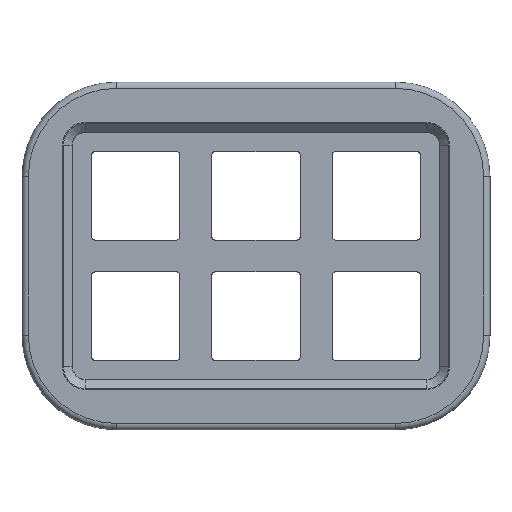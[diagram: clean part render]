
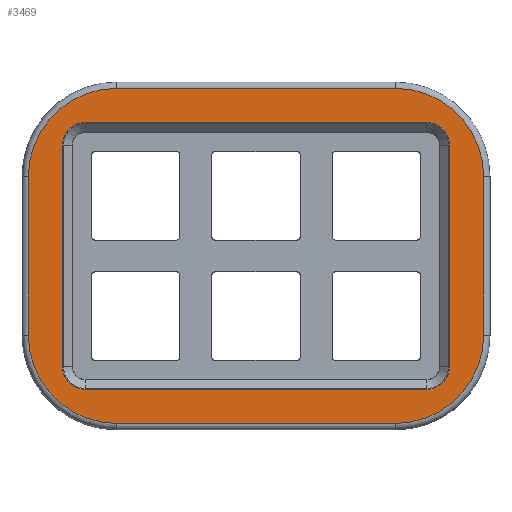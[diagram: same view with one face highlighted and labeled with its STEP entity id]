
A CAD part, top view. The second image highlights one B-rep face of the part: STEP entity #3469.
In plain terms, the highlighted planar face has unit normal (0, 0, 1).
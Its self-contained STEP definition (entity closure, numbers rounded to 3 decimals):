
#23=FACE_BOUND('',#467,.T.);
#126=PLANE('',#3763);
#272=FACE_OUTER_BOUND('',#466,.T.);
#466=EDGE_LOOP('',(#2795,#2796,#2797,#2798,#2799,#2800,#2801,#2802));
#467=EDGE_LOOP('',(#2803,#2804,#2805,#2806,#2807,#2808,#2809,#2810));
#790=LINE('',#5608,#1143);
#793=LINE('',#5623,#1146);
#794=LINE('',#5632,#1147);
#795=LINE('',#5640,#1148);
#797=LINE('',#5648,#1150);
#798=LINE('',#5652,#1151);
#799=LINE('',#5656,#1152);
#800=LINE('',#5660,#1153);
#1143=VECTOR('',#4514,10.);
#1146=VECTOR('',#4531,10.);
#1147=VECTOR('',#4544,10.);
#1148=VECTOR('',#4555,10.);
#1150=VECTOR('',#4565,10.);
#1151=VECTOR('',#4568,10.);
#1152=VECTOR('',#4571,10.);
#1153=VECTOR('',#4574,10.);
#1340=CIRCLE('',#3746,3.583);
#1344=CIRCLE('',#3752,3.583);
#1347=CIRCLE('',#3757,3.583);
#1349=CIRCLE('',#3761,3.583);
#1350=CIRCLE('',#3764,14.);
#1351=CIRCLE('',#3765,14.);
#1352=CIRCLE('',#3766,14.);
#1353=CIRCLE('',#3767,14.);
#1642=VERTEX_POINT('',#5605);
#1643=VERTEX_POINT('',#5607);
#1645=VERTEX_POINT('',#5613);
#1647=VERTEX_POINT('',#5619);
#1649=VERTEX_POINT('',#5625);
#1650=VERTEX_POINT('',#5630);
#1651=VERTEX_POINT('',#5634);
#1652=VERTEX_POINT('',#5638);
#1653=VERTEX_POINT('',#5646);
#1654=VERTEX_POINT('',#5647);
#1655=VERTEX_POINT('',#5649);
#1656=VERTEX_POINT('',#5651);
#1657=VERTEX_POINT('',#5653);
#1658=VERTEX_POINT('',#5655);
#1659=VERTEX_POINT('',#5657);
#1660=VERTEX_POINT('',#5659);
#2063=EDGE_CURVE('',#1642,#1643,#790,.T.);
#2068=EDGE_CURVE('',#1643,#1645,#1340,.T.);
#2071=EDGE_CURVE('',#1645,#1647,#793,.T.);
#2074=EDGE_CURVE('',#1647,#1649,#1344,.T.);
#2076=EDGE_CURVE('',#1649,#1650,#794,.T.);
#2078=EDGE_CURVE('',#1650,#1651,#1347,.T.);
#2080=EDGE_CURVE('',#1651,#1652,#795,.T.);
#2081=EDGE_CURVE('',#1652,#1642,#1349,.T.);
#2083=EDGE_CURVE('',#1653,#1654,#797,.T.);
#2084=EDGE_CURVE('',#1655,#1653,#1350,.T.);
#2085=EDGE_CURVE('',#1656,#1655,#798,.T.);
#2086=EDGE_CURVE('',#1657,#1656,#1351,.T.);
#2087=EDGE_CURVE('',#1658,#1657,#799,.T.);
#2088=EDGE_CURVE('',#1659,#1658,#1352,.T.);
#2089=EDGE_CURVE('',#1660,#1659,#800,.T.);
#2090=EDGE_CURVE('',#1654,#1660,#1353,.T.);
#2795=ORIENTED_EDGE('',*,*,#2083,.F.);
#2796=ORIENTED_EDGE('',*,*,#2084,.F.);
#2797=ORIENTED_EDGE('',*,*,#2085,.F.);
#2798=ORIENTED_EDGE('',*,*,#2086,.F.);
#2799=ORIENTED_EDGE('',*,*,#2087,.F.);
#2800=ORIENTED_EDGE('',*,*,#2088,.F.);
#2801=ORIENTED_EDGE('',*,*,#2089,.F.);
#2802=ORIENTED_EDGE('',*,*,#2090,.F.);
#2803=ORIENTED_EDGE('',*,*,#2063,.F.);
#2804=ORIENTED_EDGE('',*,*,#2081,.F.);
#2805=ORIENTED_EDGE('',*,*,#2080,.F.);
#2806=ORIENTED_EDGE('',*,*,#2078,.F.);
#2807=ORIENTED_EDGE('',*,*,#2076,.F.);
#2808=ORIENTED_EDGE('',*,*,#2074,.F.);
#2809=ORIENTED_EDGE('',*,*,#2071,.F.);
#2810=ORIENTED_EDGE('',*,*,#2068,.F.);
#3469=ADVANCED_FACE('',(#272,#23),#126,.T.);
#3746=AXIS2_PLACEMENT_3D('',#5617,#4524,#4525);
#3752=AXIS2_PLACEMENT_3D('',#5628,#4538,#4539);
#3757=AXIS2_PLACEMENT_3D('',#5636,#4549,#4550);
#3761=AXIS2_PLACEMENT_3D('',#5642,#4558,#4559);
#3763=AXIS2_PLACEMENT_3D('',#5645,#4563,#4564);
#3764=AXIS2_PLACEMENT_3D('',#5650,#4566,#4567);
#3765=AXIS2_PLACEMENT_3D('',#5654,#4569,#4570);
#3766=AXIS2_PLACEMENT_3D('',#5658,#4572,#4573);
#3767=AXIS2_PLACEMENT_3D('',#5661,#4575,#4576);
#4514=DIRECTION('',(1.,0.,0.));
#4524=DIRECTION('center_axis',(0.,0.,1.));
#4525=DIRECTION('ref_axis',(0.707,-0.707,0.));
#4531=DIRECTION('',(0.,1.,0.));
#4538=DIRECTION('center_axis',(0.,0.,1.));
#4539=DIRECTION('ref_axis',(0.707,0.707,0.));
#4544=DIRECTION('',(-1.,0.,0.));
#4549=DIRECTION('center_axis',(0.,0.,1.));
#4550=DIRECTION('ref_axis',(-0.707,0.707,0.));
#4555=DIRECTION('',(0.,-1.,0.));
#4558=DIRECTION('center_axis',(0.,0.,1.));
#4559=DIRECTION('ref_axis',(-0.707,-0.707,0.));
#4563=DIRECTION('center_axis',(0.,0.,1.));
#4564=DIRECTION('ref_axis',(1.,0.,0.));
#4565=DIRECTION('',(0.,1.,0.));
#4566=DIRECTION('center_axis',(0.,0.,-1.));
#4567=DIRECTION('ref_axis',(-0.707,-0.707,0.));
#4568=DIRECTION('',(-1.,0.,0.));
#4569=DIRECTION('center_axis',(0.,0.,-1.));
#4570=DIRECTION('ref_axis',(0.707,-0.707,0.));
#4571=DIRECTION('',(0.,-1.,0.));
#4572=DIRECTION('center_axis',(0.,0.,-1.));
#4573=DIRECTION('ref_axis',(0.707,0.707,0.));
#4574=DIRECTION('',(1.,0.,0.));
#4575=DIRECTION('center_axis',(0.,0.,-1.));
#4576=DIRECTION('ref_axis',(-0.707,0.707,0.));
#5605=CARTESIAN_POINT('',(1.5,-40.183,11.6));
#5607=CARTESIAN_POINT('',(55.65,-40.183,11.6));
#5608=CARTESIAN_POINT('',(35.292,-40.183,11.6));
#5613=CARTESIAN_POINT('',(59.233,-36.6,11.6));
#5617=CARTESIAN_POINT('Origin',(55.65,-36.6,11.6));
#5619=CARTESIAN_POINT('',(59.233,-1.5,11.6));
#5623=CARTESIAN_POINT('',(59.233,-14.696,11.6));
#5625=CARTESIAN_POINT('',(55.65,2.083,11.6));
#5628=CARTESIAN_POINT('Origin',(55.65,-1.5,11.6));
#5630=CARTESIAN_POINT('',(1.5,2.083,11.6));
#5632=CARTESIAN_POINT('',(21.889,2.083,11.6));
#5634=CARTESIAN_POINT('',(-2.083,-1.5,11.6));
#5636=CARTESIAN_POINT('Origin',(1.5,-1.5,11.6));
#5638=CARTESIAN_POINT('',(-2.083,-36.6,11.6));
#5640=CARTESIAN_POINT('',(-2.083,-23.412,11.6));
#5642=CARTESIAN_POINT('Origin',(1.5,-36.6,11.6));
#5645=CARTESIAN_POINT('Origin',(28.575,-19.05,11.6));
#5646=CARTESIAN_POINT('',(-7.5,-31.6,11.6));
#5647=CARTESIAN_POINT('',(-7.5,-6.5,11.6));
#5648=CARTESIAN_POINT('',(-7.5,-9.525,11.6));
#5649=CARTESIAN_POINT('',(6.5,-45.6,11.6));
#5650=CARTESIAN_POINT('Origin',(6.5,-31.6,11.6));
#5651=CARTESIAN_POINT('',(50.65,-45.6,11.6));
#5652=CARTESIAN_POINT('',(14.288,-45.6,11.6));
#5653=CARTESIAN_POINT('',(64.65,-31.6,11.6));
#5654=CARTESIAN_POINT('Origin',(50.65,-31.6,11.6));
#5655=CARTESIAN_POINT('',(64.65,-6.5,11.6));
#5656=CARTESIAN_POINT('',(64.65,-28.575,11.6));
#5657=CARTESIAN_POINT('',(50.65,7.5,11.6));
#5658=CARTESIAN_POINT('Origin',(50.65,-6.5,11.6));
#5659=CARTESIAN_POINT('',(6.5,7.5,11.6));
#5660=CARTESIAN_POINT('',(42.863,7.5,11.6));
#5661=CARTESIAN_POINT('Origin',(6.5,-6.5,11.6));
